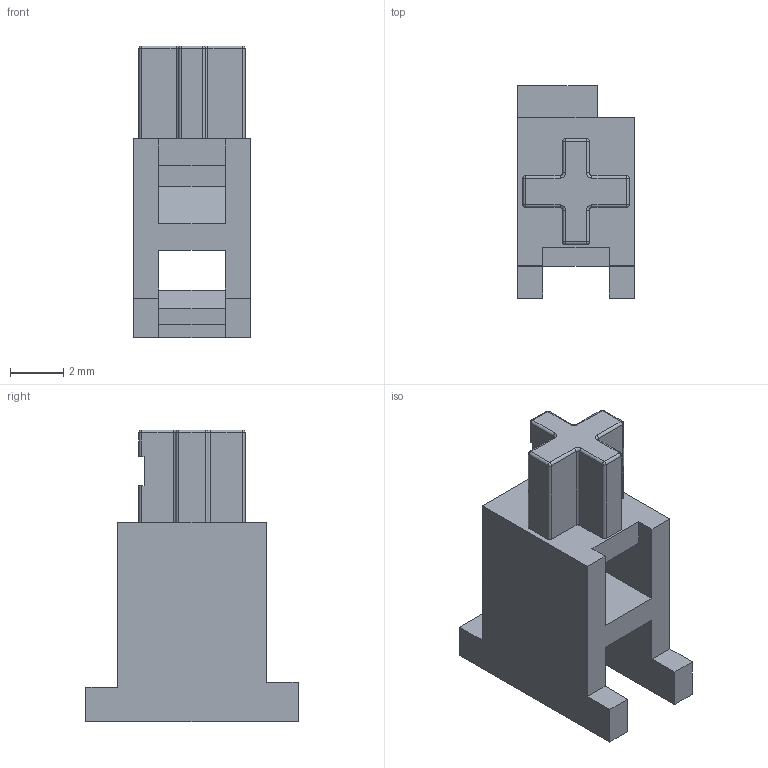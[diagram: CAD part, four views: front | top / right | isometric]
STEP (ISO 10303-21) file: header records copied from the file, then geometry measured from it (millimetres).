
FILE_DESCRIPTION(('FreeCAD Model'),'2;1');
FILE_NAME('Open CASCADE Shape Model','2023-08-10T06:26:44',(''),(''), 'Open CASCADE STEP processor 7.6','FreeCAD','Unknown');
FILE_SCHEMA(('AUTOMOTIVE_DESIGN { 1 0 10303 214 1 1 1 1 }'));
Length unit declared in the file: millimetre
Products named in the file (1): stem
Bounding box: 4.4 x 8 x 11 mm (x, y, z)
Volume: 152.1 mm3; surface area: 348.5 mm2
Topology: 1 solids, 1 shells, 84 faces, 222 edges, 132 vertices
Faces by surface type: plane 46, cylinder 26, sphere 8, torus 4
Entity records: 2524 total; most frequent: DIRECTION 440, CARTESIAN_POINT 431, ORIENTED_EDGE 428, EDGE_CURVE 214, LINE 158, VECTOR 158, AXIS2_PLACEMENT_3D 141, VERTEX_POINT 132
